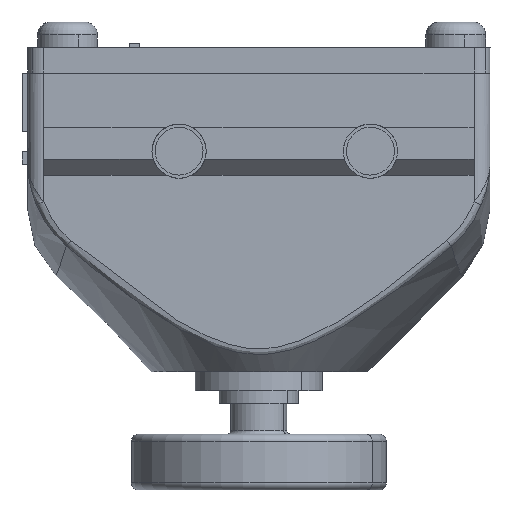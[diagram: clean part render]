
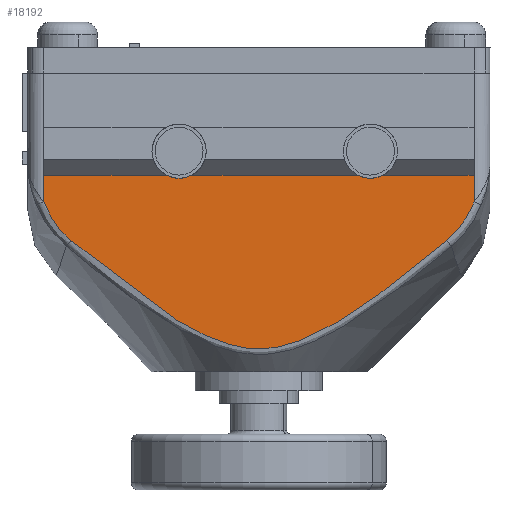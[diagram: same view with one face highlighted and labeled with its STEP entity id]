
A CAD part, front view. The second image highlights one B-rep face of the part: STEP entity #18192.
In plain terms, the highlighted face is planar.
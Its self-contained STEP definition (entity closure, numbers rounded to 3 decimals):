
#135 = VERTEX_POINT ( 'NONE', #8866 ) ;
#331 = ORIENTED_EDGE ( 'NONE', *, *, #18062, .F. ) ;
#343 = CARTESIAN_POINT ( 'NONE',  ( 3.623, 20.699, -20.851 ) ) ;
#655 = CARTESIAN_POINT ( 'NONE',  ( 5.208, 20.024, -20.831 ) ) ;
#728 = CARTESIAN_POINT ( 'NONE',  ( -11.605, 12.996, -21.044 ) ) ;
#736 = EDGE_CURVE ( 'NONE', #135, #8092, #20259, .T. ) ;
#1355 = ORIENTED_EDGE ( 'NONE', *, *, #12447, .T. ) ;
#1538 = VERTEX_POINT ( 'NONE', #13374 ) ;
#1577 = CARTESIAN_POINT ( 'NONE',  ( -6.866, 17.209, -20.984 ) ) ;
#1680 = CARTESIAN_POINT ( 'NONE',  ( 0.778, 21.091, -20.887 ) ) ;
#1817 = PLANE ( 'NONE',  #5690 ) ;
#1885 = CARTESIAN_POINT ( 'NONE',  ( 3.345, 20.79, -20.855 ) ) ;
#1997 = CARTESIAN_POINT ( 'NONE',  ( 8.327, 8.708, -20.792 ) ) ;
#2276 = B_SPLINE_CURVE_WITH_KNOTS ( 'NONE', 3,
 ( #4019, #19579, #5486, #8890, #728, #7036, #10156, #16384 ),
 .UNSPECIFIED., .F., .F.,
 ( 4, 2, 2, 4 ),
 ( 0., 0.001, 0.002, 0.003 ),
 .UNSPECIFIED. ) ;
#2293 = CARTESIAN_POINT ( 'NONE',  ( 4.427, 20.384, -20.841 ) ) ;
#2452 = CARTESIAN_POINT ( 'NONE',  ( -12.172, 22.558, -21.051 ) ) ;
#2599 = CARTESIAN_POINT ( 'NONE',  ( 14.641, 12.356, -20.712 ) ) ;
#2776 = AXIS2_PLACEMENT_3D ( 'NONE', #19265, #14509, #9851 ) ;
#2876 = CARTESIAN_POINT ( 'NONE',  ( -10.458, 14.304, -21.03 ) ) ;
#3043 = VECTOR ( 'NONE', #5965, 1000. ) ;
#3137 = CARTESIAN_POINT ( 'NONE',  ( -1.458, 20.525, -20.916 ) ) ;
#3443 = CARTESIAN_POINT ( 'NONE',  ( -3.018, 19.771, -20.935 ) ) ;
#4019 = CARTESIAN_POINT ( 'NONE',  ( -12.172, 11.875, -21.051 ) ) ;
#4063 = DIRECTION ( 'NONE',  ( -1., 0., -0.013 ) ) ;
#4220 = EDGE_CURVE ( 'NONE', #8092, #7540, #10006, .T. ) ;
#4900 = CARTESIAN_POINT ( 'NONE',  ( 1.941, 21.106, -20.873 ) ) ;
#5215 = VECTOR ( 'NONE', #10150, 1000. ) ;
#5305 = CARTESIAN_POINT ( 'NONE',  ( 9.532, 17.21, -20.776 ) ) ;
#5375 = CARTESIAN_POINT ( 'NONE',  ( 9.127, 10.208, -20.782 ) ) ;
#5452 = EDGE_CURVE ( 'NONE', #7540, #1538, #13035, .T. ) ;
#5486 = CARTESIAN_POINT ( 'NONE',  ( -11.974, 12.338, -21.049 ) ) ;
#5551 = EDGE_CURVE ( 'NONE', #1538, #5800, #15254, .T. ) ;
#5566 = LINE ( 'NONE', #2452, #3043 ) ;
#5690 = AXIS2_PLACEMENT_3D ( 'NONE', #18813, #6377, #20377 ) ;
#5713 = CARTESIAN_POINT ( 'NONE',  ( 13.108, 14.321, -20.731 ) ) ;
#5776 = ORIENTED_EDGE ( 'NONE', *, *, #4220, .T. ) ;
#5800 = VERTEX_POINT ( 'NONE', #10219 ) ;
#5915 = VERTEX_POINT ( 'NONE', #19820 ) ;
#5965 = DIRECTION ( 'NONE',  ( 0., -1., 0. ) ) ;
#6061 = CARTESIAN_POINT ( 'NONE',  ( 14.826, 22.558, -20.709 ) ) ;
#6345 = CARTESIAN_POINT ( 'NONE',  ( -10.458, 14.304, -21.03 ) ) ;
#6377 = DIRECTION ( 'NONE',  ( -0.013, 0., 1. ) ) ;
#6955 = CARTESIAN_POINT ( 'NONE',  ( 13.108, 14.321, -20.731 ) ) ;
#7036 = CARTESIAN_POINT ( 'NONE',  ( -11.176, 13.608, -21.039 ) ) ;
#7062 = CARTESIAN_POINT ( 'NONE',  ( 5.711, 19.753, -20.825 ) ) ;
#7169 = CARTESIAN_POINT ( 'NONE',  ( 13.495, 13.995, -20.726 ) ) ;
#7325 = VERTEX_POINT ( 'NONE', #19596 ) ;
#7367 = CARTESIAN_POINT ( 'NONE',  ( 14.826, 10.208, -20.709 ) ) ;
#7540 = VERTEX_POINT ( 'NONE', #5375 ) ;
#7748 = VERTEX_POINT ( 'NONE', #17897 ) ;
#8092 = VERTEX_POINT ( 'NONE', #10107 ) ;
#8307 = CARTESIAN_POINT ( 'NONE',  ( 7.18, 18.864, -20.806 ) ) ;
#8323 = DIRECTION ( 'NONE',  ( -0.013, 0., 1. ) ) ;
#8420 = EDGE_CURVE ( 'NONE', #14002, #18178, #15339, .T. ) ;
#8486 = ORIENTED_EDGE ( 'NONE', *, *, #5452, .T. ) ;
#8797 = EDGE_CURVE ( 'NONE', #5800, #5915, #12067, .T. ) ;
#8866 = CARTESIAN_POINT ( 'NONE',  ( 14.826, 11.887, -20.709 ) ) ;
#8890 = CARTESIAN_POINT ( 'NONE',  ( -11.737, 12.781, -21.046 ) ) ;
#8983 = ORIENTED_EDGE ( 'NONE', *, *, #5551, .T. ) ;
#9403 = VECTOR ( 'NONE', #4063, 1000. ) ;
#9404 = VECTOR ( 'NONE', #17678, 1000. ) ;
#9460 = CARTESIAN_POINT ( 'NONE',  ( -0.075, 20.955, -20.898 ) ) ;
#9596 = FACE_OUTER_BOUND ( 'NONE', #16612, .T. ) ;
#9773 = CARTESIAN_POINT ( 'NONE',  ( 2.508, 21.017, -20.865 ) ) ;
#9851 = DIRECTION ( 'NONE',  ( 1., 0., 0.013 ) ) ;
#10006 = LINE ( 'NONE', #19328, #9404 ) ;
#10107 = CARTESIAN_POINT ( 'NONE',  ( 14.826, 10.208, -20.709 ) ) ;
#10150 = DIRECTION ( 'NONE',  ( 0., -1., 0. ) ) ;
#10156 = CARTESIAN_POINT ( 'NONE',  ( -10.844, 13.978, -21.034 ) ) ;
#10219 = CARTESIAN_POINT ( 'NONE',  ( -2.872, 10.208, -20.934 ) ) ;
#10721 = VECTOR ( 'NONE', #13705, 1000. ) ;
#10885 = ORIENTED_EDGE ( 'NONE', *, *, #8797, .T. ) ;
#11001 = CARTESIAN_POINT ( 'NONE',  ( -4.016, 19.184, -20.948 ) ) ;
#11114 = CARTESIAN_POINT ( 'NONE',  ( -2.509, 20.044, -20.929 ) ) ;
#11215 = CARTESIAN_POINT ( 'NONE',  ( -5.941, 17.901, -20.972 ) ) ;
#11868 = ORIENTED_EDGE ( 'NONE', *, *, #736, .T. ) ;
#11934 = CARTESIAN_POINT ( 'NONE',  ( 14.826, 11.887, -20.709 ) ) ;
#12038 = CARTESIAN_POINT ( 'NONE',  ( 13.835, 13.616, -20.722 ) ) ;
#12067 = CIRCLE ( 'NONE', #2776, 1.7 ) ;
#12447 = EDGE_CURVE ( 'NONE', #5915, #7325, #13603, .T. ) ;
#13035 = CIRCLE ( 'NONE', #15679, 1.7 ) ;
#13078 = ORIENTED_EDGE ( 'NONE', *, *, #15298, .T. ) ;
#13374 = CARTESIAN_POINT ( 'NONE',  ( 7.527, 10.208, -20.802 ) ) ;
#13603 = LINE ( 'NONE', #7367, #9403 ) ;
#13623 = ORIENTED_EDGE ( 'NONE', *, *, #19826, .T. ) ;
#13705 = DIRECTION ( 'NONE',  ( -1., 0., -0.013 ) ) ;
#13808 = CARTESIAN_POINT ( 'NONE',  ( 14.826, 10.208, -20.709 ) ) ;
#13822 = B_SPLINE_CURVE_WITH_KNOTS ( 'NONE', 3,
 ( #5713, #7169, #12038, #19814, #2599, #11934 ),
 .UNSPECIFIED., .F., .F.,
 ( 4, 2, 4 ),
 ( 0., 0.002, 0.003 ),
 .UNSPECIFIED. ) ;
#14002 = VERTEX_POINT ( 'NONE', #2876 ) ;
#14330 = CARTESIAN_POINT ( 'NONE',  ( 1.07, 21.111, -20.884 ) ) ;
#14509 = DIRECTION ( 'NONE',  ( -0.013, 0., 1. ) ) ;
#14633 = CARTESIAN_POINT ( 'NONE',  ( 11.341, 15.793, -20.754 ) ) ;
#14651 = DIRECTION ( 'NONE',  ( 1., 0., 0.013 ) ) ;
#14842 = CARTESIAN_POINT ( 'NONE',  ( 4.163, 20.496, -20.844 ) ) ;
#15254 = LINE ( 'NONE', #13808, #10721 ) ;
#15298 = EDGE_CURVE ( 'NONE', #7748, #14002, #2276, .T. ) ;
#15339 = B_SPLINE_CURVE_WITH_KNOTS ( 'NONE', 3,
 ( #6345, #15997, #15785, #1577, #11215, #17644, #11001, #3443, #11114, #3137, #17444, #9460, #15888, #1680, #14330, #4900, #9773, #1885, #343, #14842, #2293, #655, #7062, #16604, #8307, #17848, #5305, #14633, #19602, #6955 ),
 .UNSPECIFIED., .F., .F.,
 ( 4, 2, 2, 2, 2, 2, 2, 2, 2, 2, 2, 2, 2, 2, 4 ),
 ( 0., 0.003, 0.007, 0.009, 0.01, 0.012, 0.013, 0.014, 0.016, 0.016, 0.017, 0.019, 0.021, 0.024, 0.028 ),
 .UNSPECIFIED. ) ;
#15679 = AXIS2_PLACEMENT_3D ( 'NONE', #1997, #8323, #14651 ) ;
#15785 = CARTESIAN_POINT ( 'NONE',  ( -8.683, 15.784, -21.007 ) ) ;
#15888 = CARTESIAN_POINT ( 'NONE',  ( 0.206, 21.013, -20.895 ) ) ;
#15997 = CARTESIAN_POINT ( 'NONE',  ( -9.575, 15.05, -21.018 ) ) ;
#16384 = CARTESIAN_POINT ( 'NONE',  ( -10.458, 14.304, -21.03 ) ) ;
#16393 = ORIENTED_EDGE ( 'NONE', *, *, #8420, .T. ) ;
#16604 = CARTESIAN_POINT ( 'NONE',  ( 6.698, 19.173, -20.812 ) ) ;
#16612 = EDGE_LOOP ( 'NONE', ( #16393, #13623, #11868, #5776, #8486, #8983, #10885, #1355, #331, #13078 ) ) ;
#17444 = CARTESIAN_POINT ( 'NONE',  ( -0.911, 20.735, -20.909 ) ) ;
#17572 = CARTESIAN_POINT ( 'NONE',  ( 13.108, 14.321, -20.731 ) ) ;
#17644 = CARTESIAN_POINT ( 'NONE',  ( -4.504, 18.871, -20.954 ) ) ;
#17678 = DIRECTION ( 'NONE',  ( -1., 0., -0.013 ) ) ;
#17848 = CARTESIAN_POINT ( 'NONE',  ( 8.609, 17.899, -20.788 ) ) ;
#17897 = CARTESIAN_POINT ( 'NONE',  ( -12.172, 11.875, -21.051 ) ) ;
#18062 = EDGE_CURVE ( 'NONE', #7748, #7325, #5566, .T. ) ;
#18178 = VERTEX_POINT ( 'NONE', #17572 ) ;
#18192 = ADVANCED_FACE ( 'NONE', ( #9596 ), #1817, .F. ) ;
#18813 = CARTESIAN_POINT ( 'NONE',  ( 0.265, 22.558, -20.894 ) ) ;
#19265 = CARTESIAN_POINT ( 'NONE',  ( -3.672, 8.708, -20.944 ) ) ;
#19328 = CARTESIAN_POINT ( 'NONE',  ( 14.826, 10.208, -20.709 ) ) ;
#19579 = CARTESIAN_POINT ( 'NONE',  ( -12.079, 12.109, -21.05 ) ) ;
#19596 = CARTESIAN_POINT ( 'NONE',  ( -12.172, 10.208, -21.051 ) ) ;
#19602 = CARTESIAN_POINT ( 'NONE',  ( 12.229, 15.063, -20.742 ) ) ;
#19814 = CARTESIAN_POINT ( 'NONE',  ( 14.407, 12.797, -20.715 ) ) ;
#19820 = CARTESIAN_POINT ( 'NONE',  ( -4.472, 10.208, -20.954 ) ) ;
#19826 = EDGE_CURVE ( 'NONE', #18178, #135, #13822, .T. ) ;
#20259 = LINE ( 'NONE', #6061, #5215 ) ;
#20377 = DIRECTION ( 'NONE',  ( 1., 0., 0.013 ) ) ;
